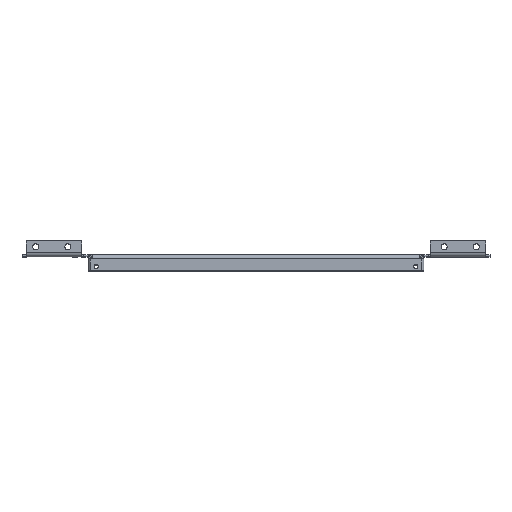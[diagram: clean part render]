
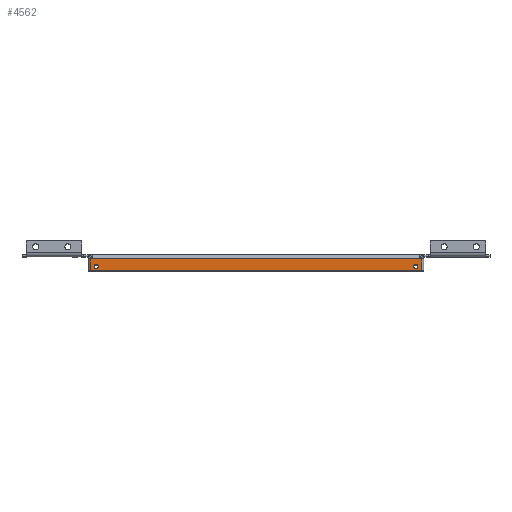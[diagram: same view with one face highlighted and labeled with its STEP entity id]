
A CAD part, top view. The second image highlights one B-rep face of the part: STEP entity #4562.
In plain terms, the highlighted planar face has unit normal (0, 0, 1).
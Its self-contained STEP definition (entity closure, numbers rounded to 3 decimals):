
#384=LINE('',#7356,#876);
#391=LINE('',#7375,#883);
#394=LINE('',#7379,#886);
#397=LINE('',#7388,#889);
#399=LINE('',#7392,#891);
#401=LINE('',#7395,#893);
#876=VECTOR('',#5978,244.65);
#883=VECTOR('',#5993,8.825);
#886=VECTOR('',#5998,1.587);
#889=VECTOR('',#6011,1.588);
#891=VECTOR('',#6015,8.825);
#893=VECTOR('',#6019,247.825);
#1117=PLANE('',#4948);
#1305=FACE_BOUND('',#1814,.T.);
#1306=FACE_BOUND('',#1815,.T.);
#1307=FACE_BOUND('',#1816,.T.);
#1814=EDGE_LOOP('',(#3926));
#1815=EDGE_LOOP('',(#3927));
#1816=EDGE_LOOP('',(#3928,#3929,#3930,#3931,#3932,#3933));
#1992=CIRCLE('',#4815,1.65);
#2000=CIRCLE('',#4827,1.65);
#2318=VERTEX_POINT('',#7035);
#2326=VERTEX_POINT('',#7055);
#2406=VERTEX_POINT('',#7354);
#2407=VERTEX_POINT('',#7355);
#2414=VERTEX_POINT('',#7373);
#2415=VERTEX_POINT('',#7374);
#2416=VERTEX_POINT('',#7387);
#2417=VERTEX_POINT('',#7391);
#2776=EDGE_CURVE('',#2318,#2318,#1992,.T.);
#2784=EDGE_CURVE('',#2326,#2326,#2000,.T.);
#2932=EDGE_CURVE('',#2406,#2407,#384,.T.);
#2941=EDGE_CURVE('',#2414,#2415,#391,.T.);
#2944=EDGE_CURVE('',#2415,#2407,#394,.T.);
#2949=EDGE_CURVE('',#2406,#2416,#397,.T.);
#2951=EDGE_CURVE('',#2416,#2417,#399,.T.);
#2953=EDGE_CURVE('',#2417,#2414,#401,.T.);
#3926=ORIENTED_EDGE('',*,*,#2776,.T.);
#3927=ORIENTED_EDGE('',*,*,#2784,.T.);
#3928=ORIENTED_EDGE('',*,*,#2932,.T.);
#3929=ORIENTED_EDGE('',*,*,#2944,.F.);
#3930=ORIENTED_EDGE('',*,*,#2941,.F.);
#3931=ORIENTED_EDGE('',*,*,#2953,.F.);
#3932=ORIENTED_EDGE('',*,*,#2951,.F.);
#3933=ORIENTED_EDGE('',*,*,#2949,.F.);
#4562=ADVANCED_FACE('',(#1305,#1306,#1307),#1117,.T.);
#4815=AXIS2_PLACEMENT_3D('',#7036,#5626,#5627);
#4827=AXIS2_PLACEMENT_3D('',#7056,#5650,#5651);
#4948=AXIS2_PLACEMENT_3D('',#7396,#6020,#6021);
#5626=DIRECTION('center_axis',(0.,0.,
-1.));
#5627=DIRECTION('ref_axis',(-1.,0.,0.));
#5650=DIRECTION('center_axis',(0.,0.,
-1.));
#5651=DIRECTION('ref_axis',(-1.,0.,0.));
#5978=DIRECTION('',(-1.,0.,0.));
#5993=DIRECTION('',(0.,1.,0.));
#5998=DIRECTION('',(1.,0.,0.));
#6011=DIRECTION('',(1.,0.,0.));
#6015=DIRECTION('',(0.,-1.,0.));
#6019=DIRECTION('',(-1.,0.,0.));
#6020=DIRECTION('center_axis',(0.,0.,
1.));
#6021=DIRECTION('ref_axis',(0.,-1.,0.));
#7035=CARTESIAN_POINT('',(-117.85,-7.413,125.5));
#7036=CARTESIAN_POINT('Origin',(-119.5,-7.413,125.5));
#7055=CARTESIAN_POINT('',(121.15,-7.412,125.5));
#7056=CARTESIAN_POINT('Origin',(119.5,-7.412,125.5));
#7354=CARTESIAN_POINT('',(122.325,-1.588,125.5));
#7355=CARTESIAN_POINT('',(-122.325,-1.588,125.5));
#7356=CARTESIAN_POINT('',(0.,-1.587,125.5));
#7373=CARTESIAN_POINT('',(-123.913,-10.413,125.5));
#7374=CARTESIAN_POINT('',(-123.913,-1.588,125.5));
#7375=CARTESIAN_POINT('',(-123.913,-1.588,125.5));
#7379=CARTESIAN_POINT('',(-122.325,-1.588,125.5));
#7387=CARTESIAN_POINT('',(123.913,-1.588,125.5));
#7388=CARTESIAN_POINT('',(122.325,-1.588,125.5));
#7391=CARTESIAN_POINT('',(123.913,-10.413,125.5));
#7392=CARTESIAN_POINT('',(123.913,-1.588,125.5));
#7395=CARTESIAN_POINT('',(123.913,-10.413,125.5));
#7396=CARTESIAN_POINT('Origin',(0.,-4.226,
125.5));
